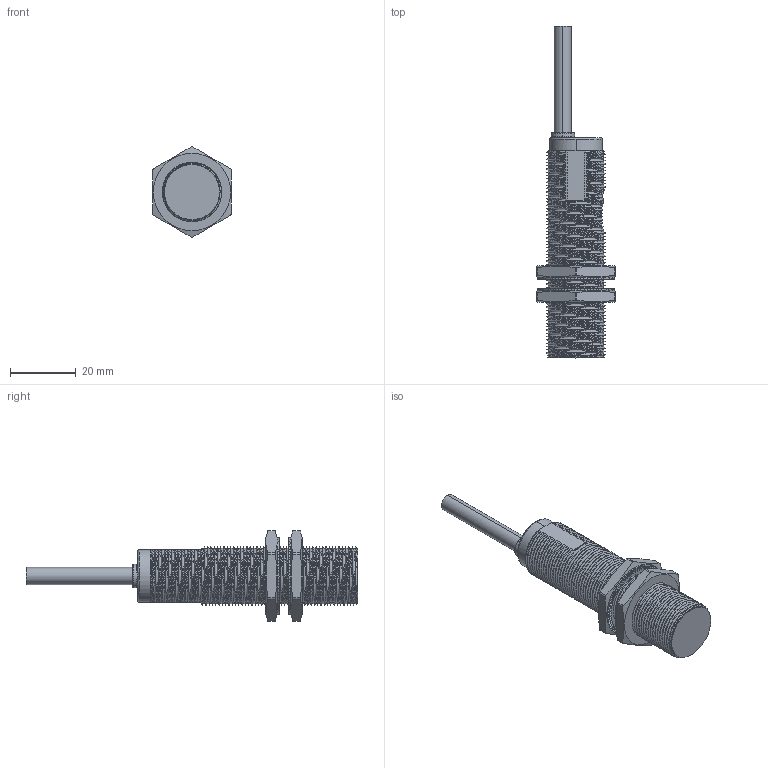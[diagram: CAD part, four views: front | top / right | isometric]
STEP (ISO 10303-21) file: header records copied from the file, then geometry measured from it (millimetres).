
FILE_DESCRIPTION (( 'STEP AP214' ), '1' );
FILE_NAME ('OM18堤盄倰湍唅聽.STEP', '2024-10-25T07:48:20', ( '' ), ( '' ), 'SwSTEP 2.0', 'SolidWorks 2023', '' );
FILE_SCHEMA (( 'AUTOMOTIVE_DESIGN' ));
Length unit declared in the file: millimetre
Products named in the file (3): PRT0036; PRT0037_2; OM18出线型带旋钮
Assembly tree (3 placements, depth 2):
  OM18出线型带旋钮
    PRT0036
    PRT0037_2  x2
Bounding box: 24 x 101 x 27.56 mm (x, y, z)
Volume: 17961.7 mm3; surface area: 9899.5 mm2
Topology: 3 solids, 6 shells, 845 faces, 2697 edges, 1866 vertices
Faces by surface type: plane 503, cylinder 188, bspline 139, cone 15
Entity records: 40989 total; most frequent: CARTESIAN_POINT 26641, ORIENTED_EDGE 3934, EDGE_CURVE 1967, DIRECTION 1787, VERTEX_POINT 1382, B_SPLINE_CURVE_WITH_KNOTS 1006, AXIS2_PLACEMENT_3D 665, EDGE_LOOP 611
